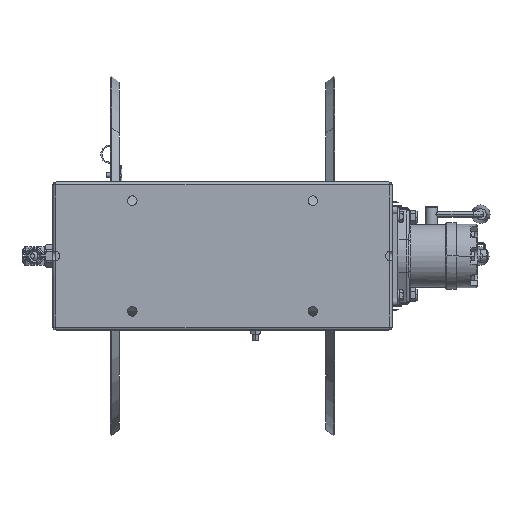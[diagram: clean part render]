
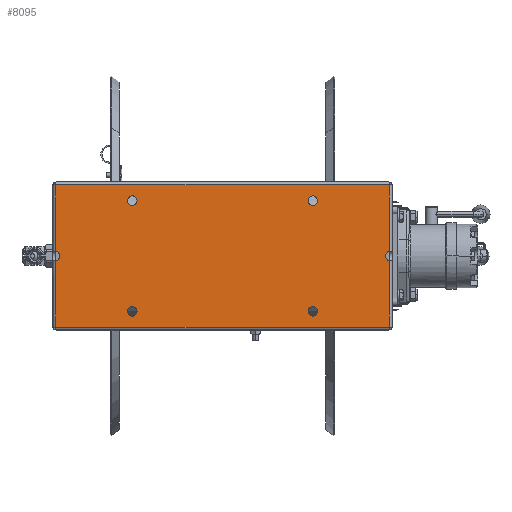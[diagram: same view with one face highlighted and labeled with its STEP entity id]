
A CAD part, front view. The second image highlights one B-rep face of the part: STEP entity #8095.
In plain terms, the highlighted planar face has unit normal (0, -1, 0).
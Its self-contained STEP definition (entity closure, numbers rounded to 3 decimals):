
#5783=DIRECTION('',(0.,0.,1.));
#5784=VECTOR('',#5783,90.067);
#5785=CARTESIAN_POINT('',(226.,-293.3,6.332));
#5786=LINE('',#5785,#5784);
#5835=CARTESIAN_POINT('',(226.,-293.3,-96.399));
#5837=DIRECTION('',(0.,0.,1.));
#5838=VECTOR('',#5837,90.067);
#5839=CARTESIAN_POINT('',(226.,-293.3,-96.399));
#5840=LINE('',#5839,#5838);
#5881=CARTESIAN_POINT('',(227.469,-293.3,0.));
#5882=DIRECTION('',(0.,1.,0.));
#5883=DIRECTION('',(-0.226,0.,-0.974));
#5884=AXIS2_PLACEMENT_3D('',#5881,#5882,#5883);
#5886=CARTESIAN_POINT('',(-227.469,-293.3,0.));
#5887=DIRECTION('',(0.,1.,0.));
#5888=DIRECTION('',(0.226,0.,0.974));
#5889=AXIS2_PLACEMENT_3D('',#5886,#5887,#5888);
#5891=CARTESIAN_POINT('',(-122.5,-293.3,75.));
#5892=DIRECTION('',(0.,-1.,0.));
#5893=DIRECTION('',(-1.,0.,0.));
#5894=AXIS2_PLACEMENT_3D('',#5891,#5892,#5893);
#5896=CARTESIAN_POINT('',(-122.5,-293.3,75.));
#5897=DIRECTION('',(0.,-1.,0.));
#5898=DIRECTION('',(1.,0.,0.));
#5899=AXIS2_PLACEMENT_3D('',#5896,#5897,#5898);
#5901=CARTESIAN_POINT('',(122.5,-293.3,75.));
#5902=DIRECTION('',(0.,-1.,0.));
#5903=DIRECTION('',(-1.,0.,0.));
#5904=AXIS2_PLACEMENT_3D('',#5901,#5902,#5903);
#5906=CARTESIAN_POINT('',(122.5,-293.3,75.));
#5907=DIRECTION('',(0.,-1.,0.));
#5908=DIRECTION('',(1.,0.,0.));
#5909=AXIS2_PLACEMENT_3D('',#5906,#5907,#5908);
#5911=CARTESIAN_POINT('',(122.5,-293.3,-75.));
#5912=DIRECTION('',(0.,-1.,0.));
#5913=DIRECTION('',(-1.,0.,0.));
#5914=AXIS2_PLACEMENT_3D('',#5911,#5912,#5913);
#5916=CARTESIAN_POINT('',(122.5,-293.3,-75.));
#5917=DIRECTION('',(0.,-1.,0.));
#5918=DIRECTION('',(1.,0.,0.));
#5919=AXIS2_PLACEMENT_3D('',#5916,#5917,#5918);
#5921=CARTESIAN_POINT('',(-122.5,-293.3,-75.));
#5922=DIRECTION('',(0.,-1.,0.));
#5923=DIRECTION('',(-1.,0.,0.));
#5924=AXIS2_PLACEMENT_3D('',#5921,#5922,#5923);
#5926=CARTESIAN_POINT('',(-122.5,-293.3,-75.));
#5927=DIRECTION('',(0.,-1.,0.));
#5928=DIRECTION('',(1.,0.,0.));
#5929=AXIS2_PLACEMENT_3D('',#5926,#5927,#5928);
#5938=DIRECTION('',(-1.,0.,0.));
#5939=VECTOR('',#5938,452.);
#5940=CARTESIAN_POINT('',(226.,-293.3,-96.399));
#5941=LINE('',#5940,#5939);
#6128=CARTESIAN_POINT('',(-226.,-293.3,96.399));
#6130=DIRECTION('',(0.,0.,1.));
#6131=VECTOR('',#6130,90.067);
#6132=CARTESIAN_POINT('',(-226.,-293.3,6.332));
#6133=LINE('',#6132,#6131);
#6144=DIRECTION('',(0.,0.,1.));
#6145=VECTOR('',#6144,90.067);
#6146=CARTESIAN_POINT('',(-226.,-293.3,-96.399));
#6147=LINE('',#6146,#6145);
#6148=CARTESIAN_POINT('',(-226.,-293.3,-96.399));
#6760=CARTESIAN_POINT('',(226.,-293.3,96.399));
#6762=DIRECTION('',(-1.,0.,0.));
#6763=VECTOR('',#6762,452.);
#6764=CARTESIAN_POINT('',(226.,-293.3,96.399));
#6765=LINE('',#6764,#6763);
#7371=VERTEX_POINT('',#6128);
#7374=VERTEX_POINT('',#6148);
#7379=VERTEX_POINT('',#6760);
#7392=VERTEX_POINT('',#5835);
#7453=CARTESIAN_POINT('',(226.,-293.3,-6.332));
#7454=CARTESIAN_POINT('',(226.,-293.3,6.332));
#7455=VERTEX_POINT('',#7453);
#7456=VERTEX_POINT('',#7454);
#7457=CARTESIAN_POINT('',(-226.,-293.3,6.332));
#7458=CARTESIAN_POINT('',(-226.,-293.3,-6.332));
#7459=VERTEX_POINT('',#7457);
#7460=VERTEX_POINT('',#7458);
#7485=CARTESIAN_POINT('',(-129.,-293.3,75.));
#7486=CARTESIAN_POINT('',(-116.,-293.3,75.));
#7487=VERTEX_POINT('',#7485);
#7488=VERTEX_POINT('',#7486);
#7489=CARTESIAN_POINT('',(116.,-293.3,75.));
#7490=CARTESIAN_POINT('',(129.,-293.3,75.));
#7491=VERTEX_POINT('',#7489);
#7492=VERTEX_POINT('',#7490);
#7493=CARTESIAN_POINT('',(116.,-293.3,-75.));
#7494=CARTESIAN_POINT('',(129.,-293.3,-75.));
#7495=VERTEX_POINT('',#7493);
#7496=VERTEX_POINT('',#7494);
#7497=CARTESIAN_POINT('',(-129.,-293.3,-75.));
#7498=CARTESIAN_POINT('',(-116.,-293.3,-75.));
#7499=VERTEX_POINT('',#7497);
#7500=VERTEX_POINT('',#7498);
#8051=CARTESIAN_POINT('',(230.,-293.3,-101.));
#8052=DIRECTION('',(0.,-1.,0.));
#8053=DIRECTION('',(0.,0.,1.));
#8054=AXIS2_PLACEMENT_3D('',#8051,#8052,#8053);
#8055=PLANE('',#8054);
#8056=ORIENTED_EDGE('',*,*,#8029,.F.);
#8057=ORIENTED_EDGE('',*,*,#7905,.F.);
#8059=ORIENTED_EDGE('',*,*,#8058,.T.);
#8061=ORIENTED_EDGE('',*,*,#8060,.T.);
#8063=ORIENTED_EDGE('',*,*,#8062,.F.);
#8065=ORIENTED_EDGE('',*,*,#8064,.T.);
#8067=ORIENTED_EDGE('',*,*,#8066,.F.);
#8068=ORIENTED_EDGE('',*,*,#7876,.F.);
#8069=EDGE_LOOP('',(#8056,#8057,#8059,#8061,#8063,#8065,#8067,#8068));
#8070=FACE_OUTER_BOUND('',#8069,.F.);
#8072=ORIENTED_EDGE('',*,*,#8071,.T.);
#8074=ORIENTED_EDGE('',*,*,#8073,.T.);
#8075=EDGE_LOOP('',(#8072,#8074));
#8076=FACE_BOUND('',#8075,.F.);
#8078=ORIENTED_EDGE('',*,*,#8077,.T.);
#8080=ORIENTED_EDGE('',*,*,#8079,.T.);
#8081=EDGE_LOOP('',(#8078,#8080));
#8082=FACE_BOUND('',#8081,.F.);
#8084=ORIENTED_EDGE('',*,*,#8083,.T.);
#8086=ORIENTED_EDGE('',*,*,#8085,.T.);
#8087=EDGE_LOOP('',(#8084,#8086));
#8088=FACE_BOUND('',#8087,.F.);
#8090=ORIENTED_EDGE('',*,*,#8089,.T.);
#8092=ORIENTED_EDGE('',*,*,#8091,.T.);
#8093=EDGE_LOOP('',(#8090,#8092));
#8094=FACE_BOUND('',#8093,.F.);
#8095=ADVANCED_FACE('',(#8070,#8076,#8082,#8088,#8094),#8055,.T.);
#5885=CIRCLE('',#5884,6.5);
#5890=CIRCLE('',#5889,6.5);
#5895=CIRCLE('',#5894,6.5);
#5900=CIRCLE('',#5899,6.5);
#5905=CIRCLE('',#5904,6.5);
#5910=CIRCLE('',#5909,6.5);
#5915=CIRCLE('',#5914,6.5);
#5920=CIRCLE('',#5919,6.5);
#5925=CIRCLE('',#5924,6.5);
#5930=CIRCLE('',#5929,6.5);
#7876=EDGE_CURVE('',#7456,#7379,#5786,.T.);
#7905=EDGE_CURVE('',#7392,#7455,#5840,.T.);
#8029=EDGE_CURVE('',#7455,#7456,#5885,.T.);
#8058=EDGE_CURVE('',#7392,#7374,#5941,.T.);
#8060=EDGE_CURVE('',#7374,#7460,#6147,.T.);
#8062=EDGE_CURVE('',#7459,#7460,#5890,.T.);
#8064=EDGE_CURVE('',#7459,#7371,#6133,.T.);
#8066=EDGE_CURVE('',#7379,#7371,#6765,.T.);
#8071=EDGE_CURVE('',#7487,#7488,#5895,.T.);
#8073=EDGE_CURVE('',#7488,#7487,#5900,.T.);
#8077=EDGE_CURVE('',#7491,#7492,#5905,.T.);
#8079=EDGE_CURVE('',#7492,#7491,#5910,.T.);
#8083=EDGE_CURVE('',#7495,#7496,#5915,.T.);
#8085=EDGE_CURVE('',#7496,#7495,#5920,.T.);
#8089=EDGE_CURVE('',#7499,#7500,#5925,.T.);
#8091=EDGE_CURVE('',#7500,#7499,#5930,.T.);
